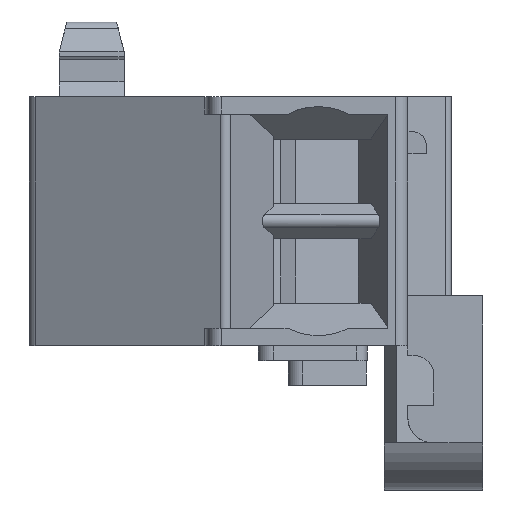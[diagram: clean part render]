
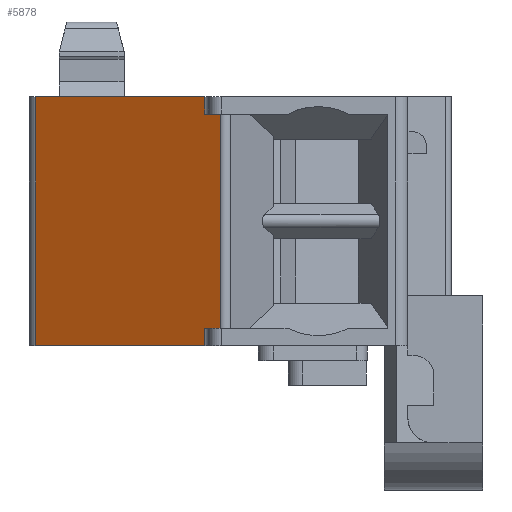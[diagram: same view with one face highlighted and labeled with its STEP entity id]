
A CAD part, left-side view. The second image highlights one B-rep face of the part: STEP entity #5878.
In plain terms, the highlighted planar face has unit normal (-0.866, 0.5, 0).
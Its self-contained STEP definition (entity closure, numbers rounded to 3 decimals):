
#85=DIRECTION('',(-0.5,-0.866,0.));
#86=VECTOR('',#85,7.852);
#87=CARTESIAN_POINT('',(-8.344,17.95,0.));
#88=LINE('',#87,#86);
#1160=DIRECTION('',(0.5,0.866,0.));
#1161=VECTOR('',#1160,7.852);
#1162=CARTESIAN_POINT('',(-12.27,11.15,10.));
#1163=LINE('',#1162,#1161);
#1246=DIRECTION('',(0.,0.,-1.));
#1247=VECTOR('',#1246,10.);
#1248=CARTESIAN_POINT('',(-8.344,17.95,10.));
#1249=LINE('',#1248,#1247);
#1250=DIRECTION('',(0.,0.,1.));
#1251=VECTOR('',#1250,0.7);
#1252=CARTESIAN_POINT('',(-12.27,11.15,9.3));
#1253=LINE('',#1252,#1251);
#1276=DIRECTION('',(0.5,0.866,0.));
#1277=VECTOR('',#1276,0.715);
#1278=CARTESIAN_POINT('',(-12.628,10.53,9.3));
#1279=LINE('',#1278,#1277);
#1564=DIRECTION('',(-0.5,-0.866,0.));
#1565=VECTOR('',#1564,0.715);
#1566=CARTESIAN_POINT('',(-12.27,11.15,
0.7));
#1567=LINE('',#1566,#1565);
#1676=DIRECTION('',(0.,0.,1.));
#1677=VECTOR('',#1676,0.7);
#1678=CARTESIAN_POINT('',(-12.27,11.15,0.));
#1679=LINE('',#1678,#1677);
#1680=DIRECTION('',(0.,0.,1.));
#1681=VECTOR('',#1680,8.6);
#1682=CARTESIAN_POINT('',(-12.628,10.53,
0.7));
#1683=LINE('',#1682,#1681);
#3327=CARTESIAN_POINT('',(-8.344,17.95,0.));
#3328=VERTEX_POINT('',#3327);
#3329=CARTESIAN_POINT('',(-12.27,11.15,0.));
#3330=VERTEX_POINT('',#3329);
#3593=CARTESIAN_POINT('',(-12.27,11.15,10.));
#3594=VERTEX_POINT('',#3593);
#3595=CARTESIAN_POINT('',(-8.344,17.95,10.));
#3596=VERTEX_POINT('',#3595);
#3689=CARTESIAN_POINT('',(-12.27,11.15,9.3));
#3690=VERTEX_POINT('',#3689);
#3691=CARTESIAN_POINT('',(-12.628,10.53,9.3));
#3692=VERTEX_POINT('',#3691);
#3693=CARTESIAN_POINT('',(-12.628,10.53,
0.7));
#3694=VERTEX_POINT('',#3693);
#3695=CARTESIAN_POINT('',(-12.27,11.15,
0.7));
#3696=VERTEX_POINT('',#3695);
#5858=CARTESIAN_POINT('',(-8.344,17.95,0.));
#5859=DIRECTION('',(-0.866,0.5,0.));
#5860=DIRECTION('',(-0.5,-0.866,0.));
#5861=AXIS2_PLACEMENT_3D('',#5858,#5859,#5860);
#5862=PLANE('',#5861);
#5863=ORIENTED_EDGE('',*,*,#5686,.F.);
#5865=ORIENTED_EDGE('',*,*,#5864,.F.);
#5867=ORIENTED_EDGE('',*,*,#5866,.F.);
#5869=ORIENTED_EDGE('',*,*,#5868,.F.);
#5871=ORIENTED_EDGE('',*,*,#5870,.F.);
#5873=ORIENTED_EDGE('',*,*,#5872,.F.);
#5874=ORIENTED_EDGE('',*,*,#4360,.F.);
#5875=ORIENTED_EDGE('',*,*,#5853,.F.);
#5876=EDGE_LOOP('',(#5863,#5865,#5867,#5869,#5871,#5873,#5874,#5875));
#5877=FACE_OUTER_BOUND('',#5876,.F.);
#4360=EDGE_CURVE('',#3328,#3330,#88,.T.);
#5686=EDGE_CURVE('',#3594,#3596,#1163,.T.);
#5853=EDGE_CURVE('',#3596,#3328,#1249,.T.);
#5864=EDGE_CURVE('',#3690,#3594,#1253,.T.);
#5866=EDGE_CURVE('',#3692,#3690,#1279,.T.);
#5868=EDGE_CURVE('',#3694,#3692,#1683,.T.);
#5870=EDGE_CURVE('',#3696,#3694,#1567,.T.);
#5872=EDGE_CURVE('',#3330,#3696,#1679,.T.);
#5878=ADVANCED_FACE('',(#5877),#5862,.T.);
